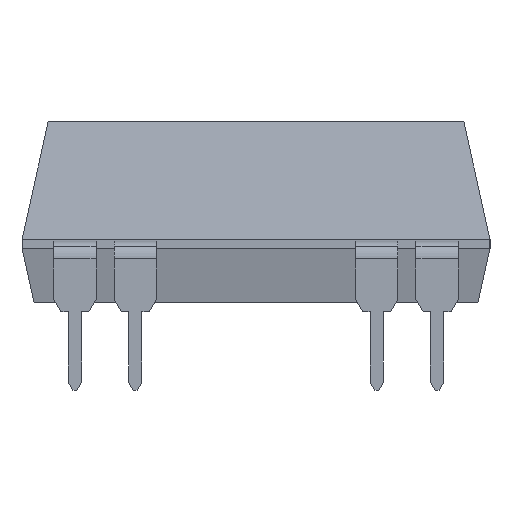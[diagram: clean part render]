
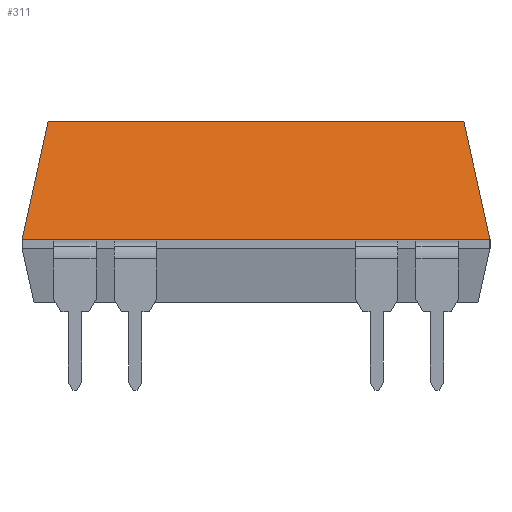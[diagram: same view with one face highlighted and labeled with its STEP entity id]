
A CAD part, left-side view. The second image highlights one B-rep face of the part: STEP entity #311.
In plain terms, the highlighted planar face has unit normal (-0.976, 0, 0.217).
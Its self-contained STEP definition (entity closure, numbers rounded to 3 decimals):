
#127=CARTESIAN_POINT('',(-2.073,8.743,8.));
#128=VERTEX_POINT('',#127);
#135=CARTESIAN_POINT('',(-2.073,-8.743,8.));
#136=VERTEX_POINT('',#135);
#137=CARTESIAN_POINT('',(-2.073,8.743,8.));
#138=DIRECTION('',(0.0,-1.0,0.0));
#139=VECTOR('',#138,17.487);
#140=LINE('',#137,#139);
#141=EDGE_CURVE('',#136,#128,#140,.F.);
#271=CARTESIAN_POINT('',(-3.175,-9.845,3.045));
#272=VERTEX_POINT('',#271);
#273=CARTESIAN_POINT('',(-2.073,-8.743,8.));
#274=DIRECTION('',(-0.212,-0.212,-0.954));
#275=VECTOR('',#274,5.194);
#276=LINE('',#273,#275);
#277=EDGE_CURVE('',#136,#272,#276,.T.);
#288=CARTESIAN_POINT('',(-2.667,-0.315,5.33));
#289=DIRECTION('',(-0.976,0.,0.217));
#290=DIRECTION('',(-0.217,0.,-0.976));
#291=AXIS2_PLACEMENT_3D('',#288,#289,#290);
#292=PLANE('',#291);
#293=ORIENTED_EDGE('',*,*,#141,.T.);
#294=CARTESIAN_POINT('',(-3.175,9.845,3.045));
#295=VERTEX_POINT('',#294);
#296=CARTESIAN_POINT('',(-3.175,9.845,3.045));
#297=DIRECTION('',(0.212,-0.212,0.954));
#298=VECTOR('',#297,5.194);
#299=LINE('',#296,#298);
#300=EDGE_CURVE('',#295,#128,#299,.T.);
#301=ORIENTED_EDGE('',*,*,#300,.F.);
#302=CARTESIAN_POINT('',(-3.175,-9.845,3.045));
#303=DIRECTION('',(0.0,1.0,0.0));
#304=VECTOR('',#303,19.69);
#305=LINE('',#302,#304);
#306=EDGE_CURVE('',#272,#295,#305,.T.);
#307=ORIENTED_EDGE('',*,*,#306,.F.);
#308=ORIENTED_EDGE('',*,*,#277,.F.);
#309=EDGE_LOOP('',(#293,#301,#307,#308));
#310=FACE_OUTER_BOUND('',#309,.T.);
#311=ADVANCED_FACE('',(#310),#292,.T.);
